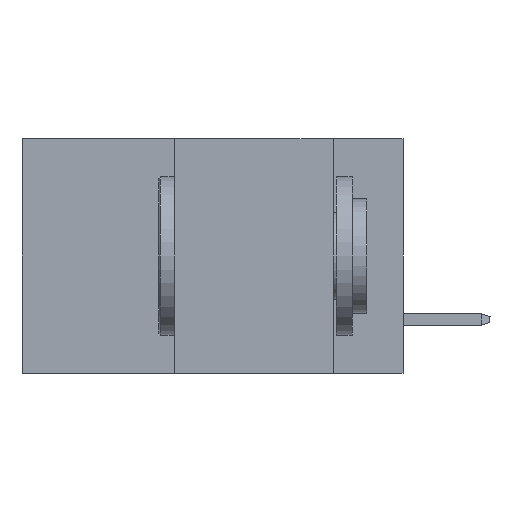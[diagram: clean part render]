
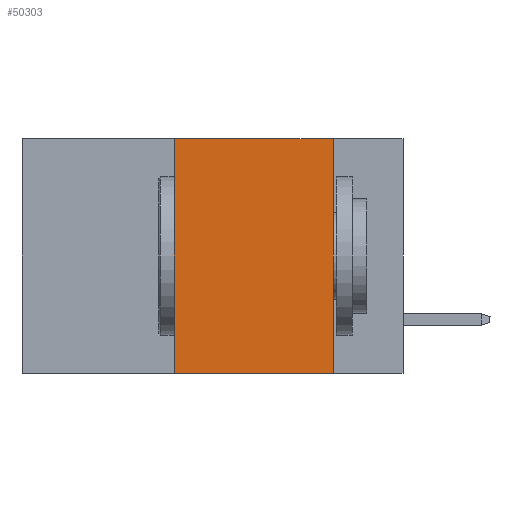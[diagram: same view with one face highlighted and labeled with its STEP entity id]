
A CAD part, left-side view. The second image highlights one B-rep face of the part: STEP entity #50303.
In plain terms, the highlighted planar face has unit normal (-1, 0, 0).
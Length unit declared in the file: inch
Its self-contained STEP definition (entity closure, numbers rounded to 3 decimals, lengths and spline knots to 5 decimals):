
#236 = LINE ( 'NONE', #15960, #29598 ) ;
#1511 = EDGE_CURVE ( 'NONE', #47436, #4032, #26283, .T. ) ;
#2218 = DIRECTION ( 'NONE',  ( 0., 0., -1. ) ) ;
#4032 = VERTEX_POINT ( 'NONE', #26307 ) ;
#7181 = DIRECTION ( 'NONE',  ( 0., 0., 1. ) ) ;
#7995 = EDGE_CURVE ( 'NONE', #4032, #48561, #42002, .T. ) ;
#13949 = DIRECTION ( 'NONE',  ( 0., 0., -1. ) ) ;
#14062 = VECTOR ( 'NONE', #7181, 39.37008 ) ;
#15393 = CARTESIAN_POINT ( 'NONE',  ( 0., 0.6, 0. ) ) ;
#15960 = CARTESIAN_POINT ( 'NONE',  ( 0., 0.6, -0.37 ) ) ;
#17225 = VECTOR ( 'NONE', #42037, 39.37008 ) ;
#17828 = PLANE ( 'NONE',  #42551 ) ;
#20308 = DIRECTION ( 'NONE',  ( 0., -1., 0. ) ) ;
#23595 = VECTOR ( 'NONE', #2218, 39.37008 ) ;
#23668 = CARTESIAN_POINT ( 'NONE',  ( 0., 0.36, -0.37 ) ) ;
#25778 = LINE ( 'NONE', #42534, #14062 ) ;
#26283 = LINE ( 'NONE', #15393, #17225 ) ;
#26307 = CARTESIAN_POINT ( 'NONE',  ( 0., 0.11, 0. ) ) ;
#26590 = CARTESIAN_POINT ( 'NONE',  ( 0., 0.11, -0.37 ) ) ;
#26658 = EDGE_CURVE ( 'NONE', #43302, #47436, #25778, .T. ) ;
#29180 = FACE_OUTER_BOUND ( 'NONE', #35618, .T. ) ;
#29598 = VECTOR ( 'NONE', #20308, 39.37008 ) ;
#30875 = ORIENTED_EDGE ( 'NONE', *, *, #38412, .T. ) ;
#35105 = ORIENTED_EDGE ( 'NONE', *, *, #7995, .F. ) ;
#35618 = EDGE_LOOP ( 'NONE', ( #35105, #46142, #35685, #30875 ) ) ;
#35685 = ORIENTED_EDGE ( 'NONE', *, *, #26658, .F. ) ;
#38412 = EDGE_CURVE ( 'NONE', #43302, #48561, #236, .T. ) ;
#41355 = DIRECTION ( 'NONE',  ( 1., 0., 0. ) ) ;
#41749 = CARTESIAN_POINT ( 'NONE',  ( 0., 0.11, 0. ) ) ;
#42002 = LINE ( 'NONE', #41749, #23595 ) ;
#42037 = DIRECTION ( 'NONE',  ( 0., -1., 0. ) ) ;
#42534 = CARTESIAN_POINT ( 'NONE',  ( 0., 0.36, 0. ) ) ;
#42551 = AXIS2_PLACEMENT_3D ( 'NONE', #45737, #41355, #13949 ) ;
#43302 = VERTEX_POINT ( 'NONE', #23668 ) ;
#45737 = CARTESIAN_POINT ( 'NONE',  ( 0., 0.6, 0. ) ) ;
#46142 = ORIENTED_EDGE ( 'NONE', *, *, #1511, .F. ) ;
#47436 = VERTEX_POINT ( 'NONE', #48650 ) ;
#48561 = VERTEX_POINT ( 'NONE', #26590 ) ;
#48650 = CARTESIAN_POINT ( 'NONE',  ( 0., 0.36, 0. ) ) ;
#50303 = ADVANCED_FACE ( 'NONE', ( #29180 ), #17828, .F. ) ;
